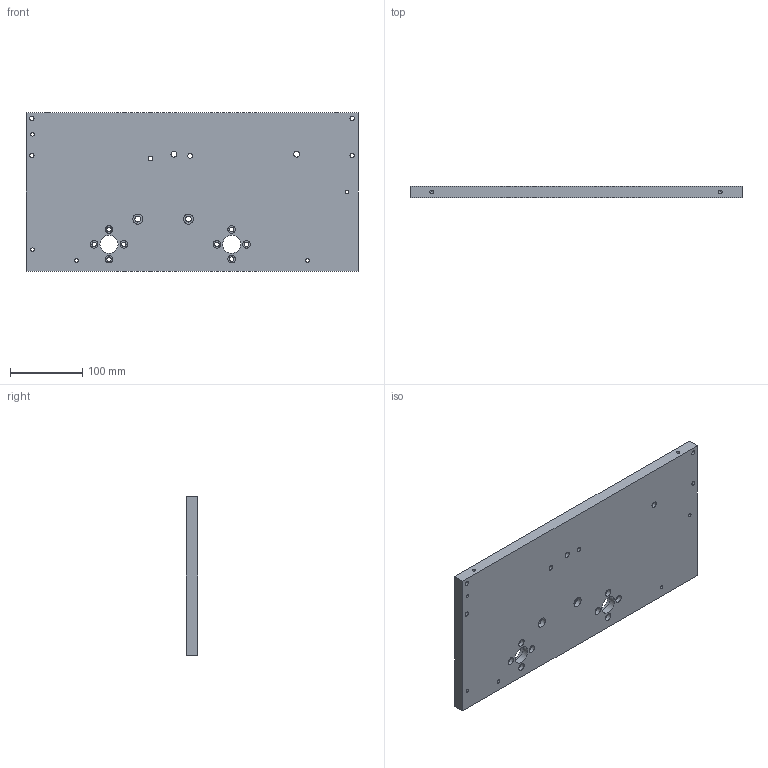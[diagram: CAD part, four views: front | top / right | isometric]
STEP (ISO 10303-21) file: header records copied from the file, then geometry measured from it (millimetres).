
FILE_DESCRIPTION(/* description */ (''),/* implementation_level */ '2;1');
FILE_NAME(/* name */ 'batit_meules.stp',/* time_stamp */ '2021-03-29T18:03:36+02:00',/* author */ ('Utilisateur'),/* organization */ (''),/* preprocessor_version */ 'ST-DEVELOPER v16.5',/* originating_system */ 'Autodesk Inventor 2017',/* authorisation */ '');
FILE_SCHEMA (('AUTOMOTIVE_DESIGN { 1 0 10303 214 3 1 1 }'));
Length unit declared in the file: millimetre
Products named in the file (1): batit_meules
Bounding box: 460 x 16 x 220 mm (x, y, z)
Volume: 1579122.2 mm3; surface area: 233033.8 mm2
Topology: 1 solids, 1 shells, 71 faces, 158 edges, 107 vertices
Faces by surface type: cylinder 45, plane 24, cone 2
Full cylindrical faces by diameter (mm): 4.917 x7, 6.2 x12, 6.647 x2, 8.2 x4, 10.5 x8, 11 x4, 14 x4, 25 x2, 32 x2
Entity records: 1836 total; most frequent: DIRECTION 336, CARTESIAN_POINT 272, ORIENTED_EDGE 204, EDGE_LOOP 186, AXIS2_PLACEMENT_3D 162, FACE_BOUND 115, EDGE_CURVE 102, VERTEX_POINT 98
